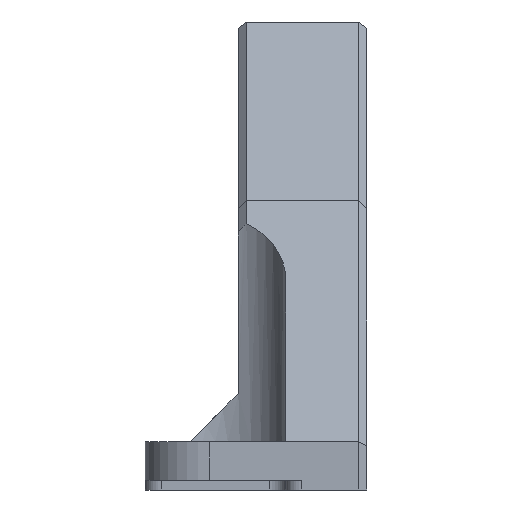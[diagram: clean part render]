
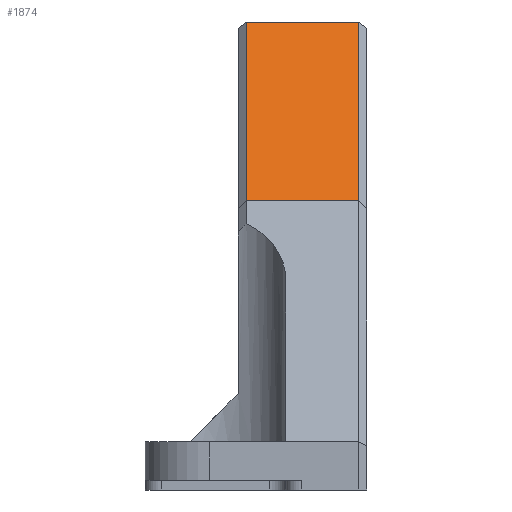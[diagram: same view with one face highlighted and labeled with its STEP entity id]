
A CAD part, front view. The second image highlights one B-rep face of the part: STEP entity #1874.
In plain terms, the highlighted planar face has unit normal (0, -0.643, 0.766).
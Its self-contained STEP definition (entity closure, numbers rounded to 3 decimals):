
#88=PLANE('',#2010);
#179=FACE_OUTER_BOUND('',#287,.T.);
#287=EDGE_LOOP('',(#1623,#1624,#1625,#1626));
#537=LINE('',#3228,#727);
#546=LINE('',#3246,#736);
#564=LINE('',#3296,#754);
#566=LINE('',#3299,#756);
#727=VECTOR('',#2322,10.);
#736=VECTOR('',#2339,10.);
#754=VECTOR('',#2383,10.);
#756=VECTOR('',#2387,10.);
#922=VERTEX_POINT('',#3225);
#923=VERTEX_POINT('',#3227);
#928=VERTEX_POINT('',#3245);
#947=VERTEX_POINT('',#3295);
#1160=EDGE_CURVE('',#923,#922,#537,.T.);
#1169=EDGE_CURVE('',#923,#928,#546,.T.);
#1194=EDGE_CURVE('',#928,#947,#564,.T.);
#1196=EDGE_CURVE('',#947,#922,#566,.T.);
#1623=ORIENTED_EDGE('',*,*,#1169,.F.);
#1624=ORIENTED_EDGE('',*,*,#1160,.T.);
#1625=ORIENTED_EDGE('',*,*,#1196,.F.);
#1626=ORIENTED_EDGE('',*,*,#1194,.F.);
#1874=ADVANCED_FACE('',(#179),#88,.T.);
#2010=AXIS2_PLACEMENT_3D('',#3298,#2385,#2386);
#2322=DIRECTION('',(-1.,0.,0.));
#2339=DIRECTION('',(0.,-0.766,-0.643));
#2383=DIRECTION('',(-1.,0.,0.));
#2385=DIRECTION('center_axis',(0.,-0.643,0.766));
#2386=DIRECTION('ref_axis',(0.,0.766,0.643));
#2387=DIRECTION('',(0.,0.766,0.643));
#3225=CARTESIAN_POINT('',(2.3,27.164,29.099));
#3227=CARTESIAN_POINT('',(9.3,27.164,29.099));
#3228=CARTESIAN_POINT('',(9.8,27.164,29.099));
#3245=CARTESIAN_POINT('',(9.3,13.936,18.));
#3246=CARTESIAN_POINT('',(9.3,-3.827,3.095));
#3295=CARTESIAN_POINT('',(2.3,13.936,18.));
#3296=CARTESIAN_POINT('',(9.8,13.936,18.));
#3298=CARTESIAN_POINT('Origin',(9.8,13.936,18.));
#3299=CARTESIAN_POINT('',(2.3,10.843,15.405));
